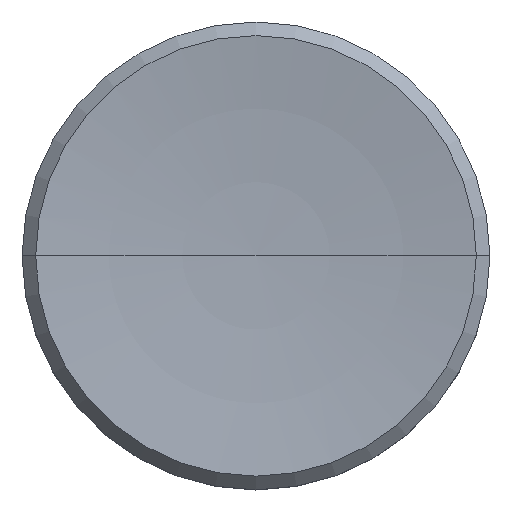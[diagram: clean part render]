
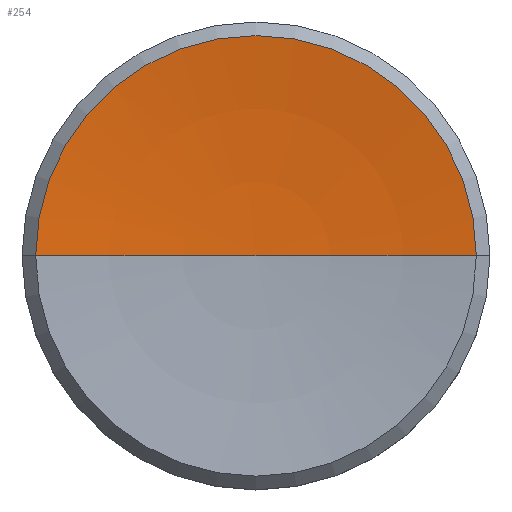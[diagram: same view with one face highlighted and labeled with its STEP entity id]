
A CAD part, top view. The second image highlights one B-rep face of the part: STEP entity #254.
In plain terms, the highlighted toroidal (fillet/blend) face has major radius 0.006 mm and minor radius 20.65 mm.
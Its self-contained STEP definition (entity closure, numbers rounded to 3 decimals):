
#4 = CIRCLE ( 'NONE', #125, 2.825 ) ;
#15 = DIRECTION ( 'NONE',  ( 0., 0., 1. ) ) ;
#21 = CIRCLE ( 'NONE', #216, 20.65 ) ;
#29 = AXIS2_PLACEMENT_3D ( 'NONE', #238, #204, #37 ) ;
#32 = CARTESIAN_POINT ( 'NONE',  ( 0., 0., 1.5 ) ) ;
#37 = DIRECTION ( 'NONE',  ( 1., 0., 0. ) ) ;
#47 = CIRCLE ( 'NONE', #102, 20.65 ) ;
#51 = CARTESIAN_POINT ( 'NONE',  ( 2.825, 0., 1.695 ) ) ;
#52 = ORIENTED_EDGE ( 'NONE', *, *, #231, .F. ) ;
#56 = CARTESIAN_POINT ( 'NONE',  ( -0.006, 0., 22.15 ) ) ;
#57 = VERTEX_POINT ( 'NONE', #193 ) ;
#69 = DIRECTION ( 'NONE',  ( -1., 0., 0. ) ) ;
#102 = AXIS2_PLACEMENT_3D ( 'NONE', #212, #250, #69 ) ;
#115 = TOROIDAL_SURFACE ( 'NONE', #29, -0.006, 20.65 ) ;
#118 = FACE_OUTER_BOUND ( 'NONE', #219, .T. ) ;
#125 = AXIS2_PLACEMENT_3D ( 'NONE', #234, #15, #178 ) ;
#135 = DIRECTION ( 'NONE',  ( 0., -1., 0. ) ) ;
#139 = ORIENTED_EDGE ( 'NONE', *, *, #262, .T. ) ;
#157 = VERTEX_POINT ( 'NONE', #32 ) ;
#176 = ORIENTED_EDGE ( 'NONE', *, *, #177, .T. ) ;
#177 = EDGE_CURVE ( 'NONE', #157, #225, #21, .T. ) ;
#178 = DIRECTION ( 'NONE',  ( 1., 0., 0. ) ) ;
#193 = CARTESIAN_POINT ( 'NONE',  ( -2.825, 0., 1.695 ) ) ;
#204 = DIRECTION ( 'NONE',  ( 0., 0., 1. ) ) ;
#212 = CARTESIAN_POINT ( 'NONE',  ( 0.006, 0., 22.15 ) ) ;
#216 = AXIS2_PLACEMENT_3D ( 'NONE', #56, #135, #218 ) ;
#218 = DIRECTION ( 'NONE',  ( 0., 0., -1. ) ) ;
#219 = EDGE_LOOP ( 'NONE', ( #52, #176, #139 ) ) ;
#225 = VERTEX_POINT ( 'NONE', #51 ) ;
#231 = EDGE_CURVE ( 'NONE', #157, #57, #47, .T. ) ;
#234 = CARTESIAN_POINT ( 'NONE',  ( 0., 0., 1.695 ) ) ;
#238 = CARTESIAN_POINT ( 'NONE',  ( 0., 0., 22.15 ) ) ;
#250 = DIRECTION ( 'NONE',  ( 0., 1., 0. ) ) ;
#254 = ADVANCED_FACE ( 'NONE', ( #118 ), #115, .F. ) ;
#262 = EDGE_CURVE ( 'NONE', #225, #57, #4, .T. ) ;
